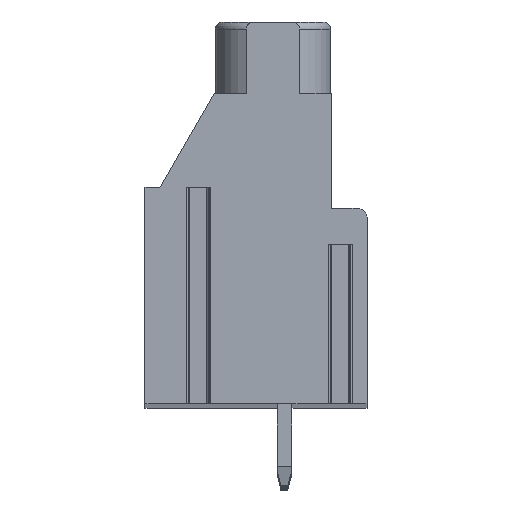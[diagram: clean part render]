
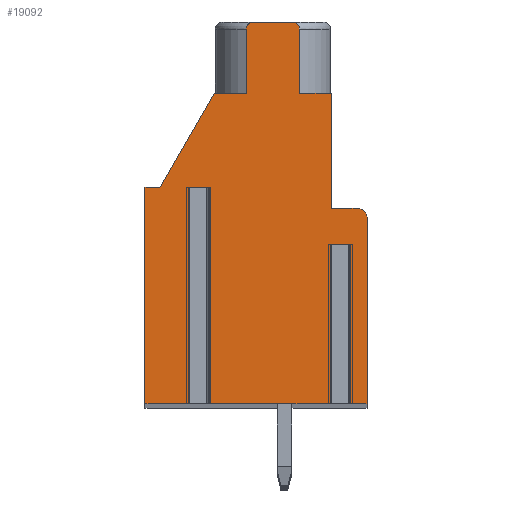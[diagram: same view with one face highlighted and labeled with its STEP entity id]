
A CAD part, top view. The second image highlights one B-rep face of the part: STEP entity #19092.
In plain terms, the highlighted planar face has unit normal (0, 0, 1).
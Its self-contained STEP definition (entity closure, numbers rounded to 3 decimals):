
#65=DIRECTION('',(-1.,0.,0.));
#66=VECTOR('',#65,1.146);
#67=CARTESIAN_POINT('',(-2.127,1.2,142.875));
#68=LINE('',#67,#66);
#69=DIRECTION('',(0.,-1.,0.));
#70=VECTOR('',#69,12.2);
#71=CARTESIAN_POINT('',(-3.273,1.2,142.875));
#72=LINE('',#71,#70);
#73=DIRECTION('',(1.,0.,0.));
#74=VECTOR('',#73,2.427);
#75=CARTESIAN_POINT('',(-5.7,-11.,142.875));
#76=LINE('',#75,#74);
#77=DIRECTION('',(0.,-1.,0.));
#78=VECTOR('',#77,12.2);
#79=CARTESIAN_POINT('',(-5.7,1.2,142.875));
#80=LINE('',#79,#78);
#81=DIRECTION('',(-1.,0.,0.));
#82=VECTOR('',#81,0.84);
#83=CARTESIAN_POINT('',(-4.86,1.2,142.875));
#84=LINE('',#83,#82);
#85=DIRECTION('',(-0.5,-0.866,0.));
#86=VECTOR('',#85,6.12);
#87=CARTESIAN_POINT('',(-1.8,6.5,142.875));
#88=LINE('',#87,#86);
#89=DIRECTION('',(-1.,0.,0.));
#90=VECTOR('',#89,1.8);
#91=CARTESIAN_POINT('',(0.,6.5,142.875));
#92=LINE('',#91,#90);
#93=DIRECTION('',(0.,-1.,0.));
#94=VECTOR('',#93,3.6);
#95=CARTESIAN_POINT('',(0.,10.1,142.875));
#96=LINE('',#95,#94);
#97=CARTESIAN_POINT('',(0.4,10.1,142.875));
#98=DIRECTION('',(0.,0.,1.));
#99=DIRECTION('',(0.,1.,0.));
#100=AXIS2_PLACEMENT_3D('',#97,#98,#99);
#102=DIRECTION('',(-1.,0.,0.));
#103=VECTOR('',#102,2.2);
#104=CARTESIAN_POINT('',(2.6,10.5,142.875));
#105=LINE('',#104,#103);
#106=CARTESIAN_POINT('',(2.6,10.1,142.875));
#107=DIRECTION('',(0.,0.,1.));
#108=DIRECTION('',(1.,0.,0.));
#109=AXIS2_PLACEMENT_3D('',#106,#107,#108);
#111=DIRECTION('',(0.,1.,0.));
#112=VECTOR('',#111,3.6);
#113=CARTESIAN_POINT('',(3.,6.5,142.875));
#114=LINE('',#113,#112);
#115=DIRECTION('',(-1.,0.,0.));
#116=VECTOR('',#115,1.8);
#117=CARTESIAN_POINT('',(4.8,6.5,142.875));
#118=LINE('',#117,#116);
#119=DIRECTION('',(0.,1.,0.));
#120=VECTOR('',#119,6.5);
#121=CARTESIAN_POINT('',(4.8,0.,142.875));
#122=LINE('',#121,#120);
#123=DIRECTION('',(-1.,0.,0.));
#124=VECTOR('',#123,1.5);
#125=CARTESIAN_POINT('',(6.3,0.,142.875));
#126=LINE('',#125,#124);
#127=CARTESIAN_POINT('',(6.3,-0.5,142.875));
#128=DIRECTION('',(0.,0.,1.));
#129=DIRECTION('',(1.,0.,0.));
#130=AXIS2_PLACEMENT_3D('',#127,#128,#129);
#132=DIRECTION('',(0.,1.,0.));
#133=VECTOR('',#132,10.5);
#134=CARTESIAN_POINT('',(6.8,-11.,142.875));
#135=LINE('',#134,#133);
#136=DIRECTION('',(1.,0.,0.));
#137=VECTOR('',#136,0.925);
#138=CARTESIAN_POINT('',(5.875,-11.,142.875));
#139=LINE('',#138,#137);
#140=DIRECTION('',(0.,-1.,0.));
#141=VECTOR('',#140,9.);
#142=CARTESIAN_POINT('',(5.875,-2.,142.875));
#143=LINE('',#142,#141);
#144=DIRECTION('',(-1.,0.,0.));
#145=VECTOR('',#144,1.146);
#146=CARTESIAN_POINT('',(5.875,-2.,142.875));
#147=LINE('',#146,#145);
#148=DIRECTION('',(0.,-1.,0.));
#149=VECTOR('',#148,9.);
#150=CARTESIAN_POINT('',(4.728,-2.,142.875));
#151=LINE('',#150,#149);
#152=DIRECTION('',(1.,0.,0.));
#153=VECTOR('',#152,6.855);
#154=CARTESIAN_POINT('',(-2.127,-11.,142.875));
#155=LINE('',#154,#153);
#156=DIRECTION('',(0.,-1.,0.));
#157=VECTOR('',#156,12.2);
#158=CARTESIAN_POINT('',(-2.127,1.2,142.875));
#159=LINE('',#158,#157);
#14871=CARTESIAN_POINT('',(6.8,-11.,142.875));
#14872=CARTESIAN_POINT('',(6.8,-0.5,142.875));
#14873=VERTEX_POINT('',#14871);
#14874=VERTEX_POINT('',#14872);
#14875=CARTESIAN_POINT('',(6.3,0.,142.875));
#14876=VERTEX_POINT('',#14875);
#14877=CARTESIAN_POINT('',(4.8,0.,142.875));
#14878=VERTEX_POINT('',#14877);
#14879=CARTESIAN_POINT('',(4.8,6.5,142.875));
#14880=VERTEX_POINT('',#14879);
#14881=CARTESIAN_POINT('',(3.,6.5,142.875));
#14882=VERTEX_POINT('',#14881);
#14883=CARTESIAN_POINT('',(3.,10.1,142.875));
#14884=VERTEX_POINT('',#14883);
#14885=CARTESIAN_POINT('',(2.6,10.5,142.875));
#14886=VERTEX_POINT('',#14885);
#14887=CARTESIAN_POINT('',(0.4,10.5,142.875));
#14888=VERTEX_POINT('',#14887);
#14889=CARTESIAN_POINT('',(0.,10.1,142.875));
#14890=VERTEX_POINT('',#14889);
#14891=CARTESIAN_POINT('',(0.,6.5,142.875));
#14892=VERTEX_POINT('',#14891);
#14893=CARTESIAN_POINT('',(-1.8,6.5,142.875));
#14894=VERTEX_POINT('',#14893);
#14895=CARTESIAN_POINT('',(-4.86,1.2,142.875));
#14896=VERTEX_POINT('',#14895);
#14897=CARTESIAN_POINT('',(-5.7,1.2,142.875));
#14898=VERTEX_POINT('',#14897);
#14899=CARTESIAN_POINT('',(-5.7,-11.,142.875));
#14900=VERTEX_POINT('',#14899);
#15057=CARTESIAN_POINT('',(5.875,-2.,142.875));
#15058=CARTESIAN_POINT('',(4.728,-2.,142.875));
#15059=VERTEX_POINT('',#15057);
#15060=VERTEX_POINT('',#15058);
#15061=CARTESIAN_POINT('',(5.875,-11.,142.875));
#15062=VERTEX_POINT('',#15061);
#15063=CARTESIAN_POINT('',(4.728,-11.,142.875));
#15064=VERTEX_POINT('',#15063);
#15089=CARTESIAN_POINT('',(-2.127,1.2,142.875));
#15090=CARTESIAN_POINT('',(-3.273,1.2,142.875));
#15091=VERTEX_POINT('',#15089);
#15092=VERTEX_POINT('',#15090);
#15093=CARTESIAN_POINT('',(-2.127,-11.,142.875));
#15094=VERTEX_POINT('',#15093);
#15095=CARTESIAN_POINT('',(-3.273,-11.,142.875));
#15096=VERTEX_POINT('',#15095);
#19039=CARTESIAN_POINT('',(0.,0.,142.875));
#19040=DIRECTION('',(0.,0.,1.));
#19041=DIRECTION('',(1.,0.,0.));
#19042=AXIS2_PLACEMENT_3D('',#19039,#19040,#19041);
#19043=PLANE('',#19042);
#19045=ORIENTED_EDGE('',*,*,#19044,.T.);
#19047=ORIENTED_EDGE('',*,*,#19046,.T.);
#19049=ORIENTED_EDGE('',*,*,#19048,.F.);
#19051=ORIENTED_EDGE('',*,*,#19050,.F.);
#19053=ORIENTED_EDGE('',*,*,#19052,.F.);
#19055=ORIENTED_EDGE('',*,*,#19054,.F.);
#19057=ORIENTED_EDGE('',*,*,#19056,.F.);
#19059=ORIENTED_EDGE('',*,*,#19058,.F.);
#19061=ORIENTED_EDGE('',*,*,#19060,.F.);
#19063=ORIENTED_EDGE('',*,*,#19062,.F.);
#19065=ORIENTED_EDGE('',*,*,#19064,.F.);
#19067=ORIENTED_EDGE('',*,*,#19066,.F.);
#19069=ORIENTED_EDGE('',*,*,#19068,.F.);
#19071=ORIENTED_EDGE('',*,*,#19070,.F.);
#19073=ORIENTED_EDGE('',*,*,#19072,.F.);
#19075=ORIENTED_EDGE('',*,*,#19074,.F.);
#19077=ORIENTED_EDGE('',*,*,#19076,.F.);
#19079=ORIENTED_EDGE('',*,*,#19078,.F.);
#19081=ORIENTED_EDGE('',*,*,#19080,.F.);
#19083=ORIENTED_EDGE('',*,*,#19082,.T.);
#19085=ORIENTED_EDGE('',*,*,#19084,.T.);
#19087=ORIENTED_EDGE('',*,*,#19086,.F.);
#19089=ORIENTED_EDGE('',*,*,#19088,.F.);
#19090=EDGE_LOOP('',(#19045,#19047,#19049,#19051,#19053,#19055,#19057,#19059,
#19061,#19063,#19065,#19067,#19069,#19071,#19073,#19075,#19077,#19079,#19081,
#19083,#19085,#19087,#19089));
#19091=FACE_OUTER_BOUND('',#19090,.F.);
#101=CIRCLE('',#100,0.4);
#110=CIRCLE('',#109,0.4);
#131=CIRCLE('',#130,0.5);
#19044=EDGE_CURVE('',#15091,#15092,#68,.T.);
#19046=EDGE_CURVE('',#15092,#15096,#72,.T.);
#19048=EDGE_CURVE('',#14900,#15096,#76,.T.);
#19050=EDGE_CURVE('',#14898,#14900,#80,.T.);
#19052=EDGE_CURVE('',#14896,#14898,#84,.T.);
#19054=EDGE_CURVE('',#14894,#14896,#88,.T.);
#19056=EDGE_CURVE('',#14892,#14894,#92,.T.);
#19058=EDGE_CURVE('',#14890,#14892,#96,.T.);
#19060=EDGE_CURVE('',#14888,#14890,#101,.T.);
#19062=EDGE_CURVE('',#14886,#14888,#105,.T.);
#19064=EDGE_CURVE('',#14884,#14886,#110,.T.);
#19066=EDGE_CURVE('',#14882,#14884,#114,.T.);
#19068=EDGE_CURVE('',#14880,#14882,#118,.T.);
#19070=EDGE_CURVE('',#14878,#14880,#122,.T.);
#19072=EDGE_CURVE('',#14876,#14878,#126,.T.);
#19074=EDGE_CURVE('',#14874,#14876,#131,.T.);
#19076=EDGE_CURVE('',#14873,#14874,#135,.T.);
#19078=EDGE_CURVE('',#15062,#14873,#139,.T.);
#19080=EDGE_CURVE('',#15059,#15062,#143,.T.);
#19082=EDGE_CURVE('',#15059,#15060,#147,.T.);
#19084=EDGE_CURVE('',#15060,#15064,#151,.T.);
#19086=EDGE_CURVE('',#15094,#15064,#155,.T.);
#19088=EDGE_CURVE('',#15091,#15094,#159,.T.);
#19092=ADVANCED_FACE('',(#19091),#19043,.T.);
